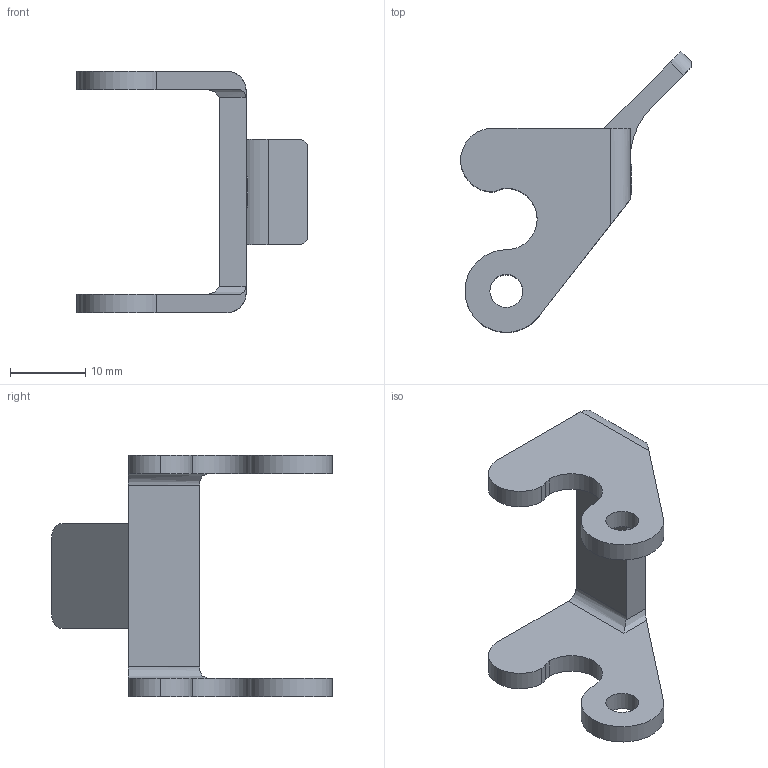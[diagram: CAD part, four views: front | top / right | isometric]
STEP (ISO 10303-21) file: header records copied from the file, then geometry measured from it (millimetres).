
FILE_DESCRIPTION(/* description */ (''),/* implementation_level */ '2;1');
FILE_NAME(/* name */ '100142231ugm000_b.stp',/* time_stamp */ '2013-02-12T11:42:18+01:00',/* author */ (''),/* organization */ (''),/* preprocessor_version */ 'ST-DEVELOPER v11',/* originating_system */ 'SIEMENS PLM Software NX 7.5',/* authorisation */ '');
FILE_SCHEMA (('AUTOMOTIVE_DESIGN { 1 0 10303 214 1 1 1 1 }'));
Length unit declared in the file: millimetre
Products named in the file (1): 100142231ugm000_b
Bounding box: 30.77 x 37.44 x 32.2 mm (x, y, z)
Volume: 3248.8 mm3; surface area: 3078 mm2
Topology: 1 solids, 1 shells, 148 faces, 409 edges, 339 vertices
Faces by surface type: plane 111, cylinder 37
Full cylindrical faces by diameter (mm): 0.38 x1, 0.42 x1, 4.4 x2
Entity records: 5725 total; most frequent: CARTESIAN_POINT 972, ORIENTED_EDGE 770, DIRECTION 742, EDGE_CURVE 385, LINE 320, VECTOR 320, VERTEX_POINT 258, AXIS2_PLACEMENT_3D 211
